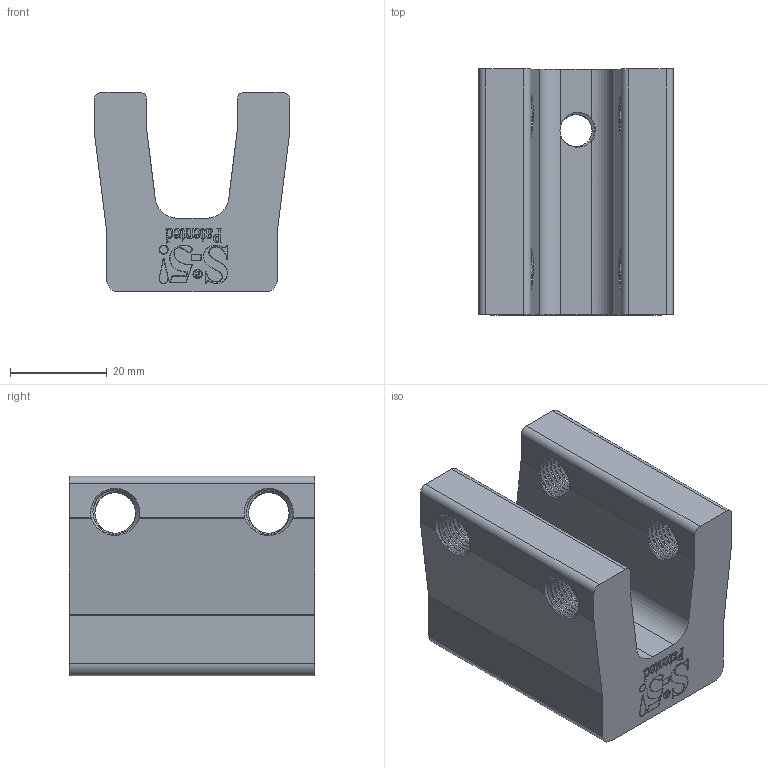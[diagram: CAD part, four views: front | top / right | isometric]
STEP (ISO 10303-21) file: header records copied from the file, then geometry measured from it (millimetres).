
FILE_DESCRIPTION (( 'STEP AP203' ), '1' );
FILE_NAME ('S-5-R465.STEP', '2016-12-08T16:07:50', ( '' ), ( '' ), 'SwSTEP 2.0', 'SolidWorks 2017', '' );
FILE_SCHEMA (( 'CONFIG_CONTROL_DESIGN' ));
Products named in the file (1): S-5-R465
Bounding box: 40.29 x 50.8 x 41.31 mm (x, y, z)
Volume: 52899.5 mm3; surface area: 14228.3 mm2
Topology: 1 solids, 1 shells, 670 faces, 1911 edges, 1273 vertices
Faces by surface type: cylinder 246, plane 229, bspline 183, cone 12
Entity records: 37940 total; most frequent: CARTESIAN_POINT 22979, ORIENTED_EDGE 3822, DIRECTION 2116, EDGE_CURVE 1911, VERTEX_POINT 1273, VECTOR 984, LINE 984, EDGE_LOOP 710
